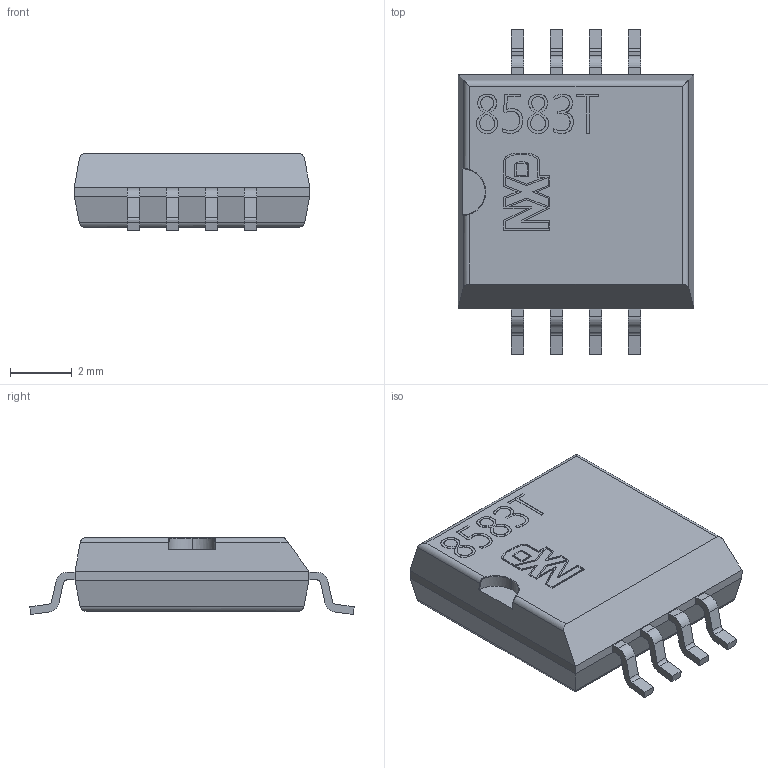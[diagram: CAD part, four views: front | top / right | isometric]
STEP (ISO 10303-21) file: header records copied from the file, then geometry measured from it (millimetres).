
FILE_DESCRIPTION (( 'STEP AP214' ), '1' );
FILE_NAME ('User Library-SOIC-8-W7.5mm(SOT176-1).STEP', '2021-02-17T08:30:45', ( '' ), ( '' ), 'SwSTEP 2.0', 'SolidWorks 2020', '' );
FILE_SCHEMA (( 'AUTOMOTIVE_DESIGN' ));
Length unit declared in the file: millimetre
Products named in the file (10): User Library-SOIC-8-W7.5mm(SOT176-1); Pin3; Pin2; Pin7; Pin8; Pin1; Pin6; Pin4; Body; Pin5
Assembly tree (9 placements, depth 2):
  User Library-SOIC-8-W7.5mm(SOT176-1)
    Body
    Pin1
    Pin2
    Pin3
    Pin4
    Pin5
    Pin6
    Pin7
    Pin8
Bounding box: 7.65 x 10.53 x 2.5 mm (x, y, z)
Volume: 130.9 mm3; surface area: 198.7 mm2
Topology: 9 solids, 9 shells, 373 faces, 996 edges, 658 vertices
Faces by surface type: plane 204, bspline 111, cylinder 58
Entity records: 15981 total; most frequent: CARTESIAN_POINT 4209, ORIENTED_EDGE 1992, DIRECTION 1420, EDGE_CURVE 996, VECTOR 660, LINE 660, VERTEX_POINT 658, EDGE_LOOP 390
